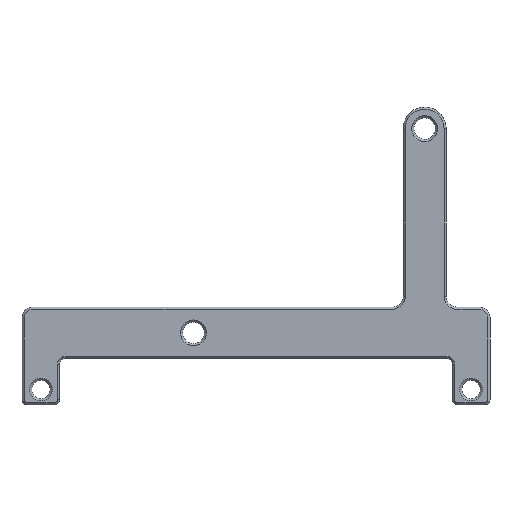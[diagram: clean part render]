
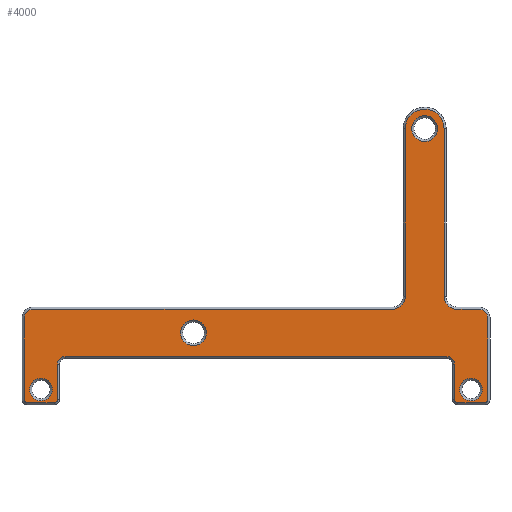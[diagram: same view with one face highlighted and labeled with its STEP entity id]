
A CAD part, front view. The second image highlights one B-rep face of the part: STEP entity #4000.
In plain terms, the highlighted planar face has unit normal (0, -1, 0).
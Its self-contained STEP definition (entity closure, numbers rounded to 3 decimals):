
#116=CIRCLE('',#4187,2.4);
#117=CIRCLE('',#4189,1.6);
#118=CIRCLE('',#4190,0.6);
#119=CIRCLE('',#4191,0.6);
#120=CIRCLE('',#4192,1.4);
#121=CIRCLE('',#4193,1.4);
#122=CIRCLE('',#4194,0.6);
#123=CIRCLE('',#4195,0.6);
#124=CIRCLE('',#4196,1.6);
#125=CIRCLE('',#4197,2.4);
#126=CIRCLE('',#4198,3.6);
#127=CIRCLE('',#4199,2.4);
#128=CIRCLE('',#4200,2.4);
#129=CIRCLE('',#4201,2.1);
#130=CIRCLE('',#4202,2.1);
#147=FACE_BOUND('',#655,.T.);
#148=FACE_BOUND('',#656,.T.);
#149=FACE_BOUND('',#657,.T.);
#150=FACE_BOUND('',#658,.T.);
#213=PLANE('',#4188);
#419=FACE_OUTER_BOUND('',#654,.T.);
#654=EDGE_LOOP('',(#3549,#3550,#3551,#3552,#3553,#3554,#3555,#3556,#3557,
#3558,#3559,#3560,#3561,#3562,#3563,#3564,#3565,#3566,#3567,#3568,#3569,
#3570));
#655=EDGE_LOOP('',(#3571));
#656=EDGE_LOOP('',(#3572));
#657=EDGE_LOOP('',(#3573));
#658=EDGE_LOOP('',(#3574));
#969=LINE('',#7787,#1286);
#970=LINE('',#7791,#1287);
#971=LINE('',#7795,#1288);
#972=LINE('',#7799,#1289);
#973=LINE('',#7803,#1290);
#974=LINE('',#7807,#1291);
#975=LINE('',#7811,#1292);
#976=LINE('',#7815,#1293);
#977=LINE('',#7819,#1294);
#978=LINE('',#7823,#1295);
#979=LINE('',#7826,#1296);
#1286=VECTOR('',#4804,10.);
#1287=VECTOR('',#4807,10.);
#1288=VECTOR('',#4810,10.);
#1289=VECTOR('',#4813,10.);
#1290=VECTOR('',#4816,10.);
#1291=VECTOR('',#4819,10.);
#1292=VECTOR('',#4822,10.);
#1293=VECTOR('',#4825,10.);
#1294=VECTOR('',#4828,10.);
#1295=VECTOR('',#4831,10.);
#1296=VECTOR('',#4834,10.);
#1881=VERTEX_POINT('',#7779);
#1882=VERTEX_POINT('',#7783);
#1883=VERTEX_POINT('',#7784);
#1884=VERTEX_POINT('',#7786);
#1885=VERTEX_POINT('',#7788);
#1886=VERTEX_POINT('',#7790);
#1887=VERTEX_POINT('',#7792);
#1888=VERTEX_POINT('',#7794);
#1889=VERTEX_POINT('',#7796);
#1890=VERTEX_POINT('',#7798);
#1891=VERTEX_POINT('',#7800);
#1892=VERTEX_POINT('',#7802);
#1893=VERTEX_POINT('',#7804);
#1894=VERTEX_POINT('',#7806);
#1895=VERTEX_POINT('',#7808);
#1896=VERTEX_POINT('',#7810);
#1897=VERTEX_POINT('',#7812);
#1898=VERTEX_POINT('',#7814);
#1899=VERTEX_POINT('',#7816);
#1900=VERTEX_POINT('',#7818);
#1901=VERTEX_POINT('',#7820);
#1902=VERTEX_POINT('',#7822);
#1903=VERTEX_POINT('',#7824);
#1904=VERTEX_POINT('',#7827);
#1905=VERTEX_POINT('',#7829);
#1906=VERTEX_POINT('',#7831);
#2447=EDGE_CURVE('',#1881,#1881,#116,.T.);
#2448=EDGE_CURVE('',#1882,#1883,#117,.T.);
#2449=EDGE_CURVE('',#1884,#1882,#969,.T.);
#2450=EDGE_CURVE('',#1885,#1884,#118,.T.);
#2451=EDGE_CURVE('',#1886,#1885,#970,.T.);
#2452=EDGE_CURVE('',#1887,#1886,#119,.T.);
#2453=EDGE_CURVE('',#1888,#1887,#971,.T.);
#2454=EDGE_CURVE('',#1889,#1888,#120,.T.);
#2455=EDGE_CURVE('',#1890,#1889,#972,.T.);
#2456=EDGE_CURVE('',#1891,#1890,#121,.T.);
#2457=EDGE_CURVE('',#1892,#1891,#973,.T.);
#2458=EDGE_CURVE('',#1893,#1892,#122,.T.);
#2459=EDGE_CURVE('',#1894,#1893,#974,.T.);
#2460=EDGE_CURVE('',#1895,#1894,#123,.T.);
#2461=EDGE_CURVE('',#1896,#1895,#975,.T.);
#2462=EDGE_CURVE('',#1897,#1896,#124,.T.);
#2463=EDGE_CURVE('',#1898,#1897,#976,.T.);
#2464=EDGE_CURVE('',#1899,#1898,#125,.T.);
#2465=EDGE_CURVE('',#1900,#1899,#977,.T.);
#2466=EDGE_CURVE('',#1901,#1900,#126,.T.);
#2467=EDGE_CURVE('',#1902,#1901,#978,.T.);
#2468=EDGE_CURVE('',#1903,#1902,#127,.T.);
#2469=EDGE_CURVE('',#1883,#1903,#979,.T.);
#2470=EDGE_CURVE('',#1904,#1904,#128,.T.);
#2471=EDGE_CURVE('',#1905,#1905,#129,.T.);
#2472=EDGE_CURVE('',#1906,#1906,#130,.T.);
#3549=ORIENTED_EDGE('',*,*,#2448,.F.);
#3550=ORIENTED_EDGE('',*,*,#2449,.F.);
#3551=ORIENTED_EDGE('',*,*,#2450,.F.);
#3552=ORIENTED_EDGE('',*,*,#2451,.F.);
#3553=ORIENTED_EDGE('',*,*,#2452,.F.);
#3554=ORIENTED_EDGE('',*,*,#2453,.F.);
#3555=ORIENTED_EDGE('',*,*,#2454,.F.);
#3556=ORIENTED_EDGE('',*,*,#2455,.F.);
#3557=ORIENTED_EDGE('',*,*,#2456,.F.);
#3558=ORIENTED_EDGE('',*,*,#2457,.F.);
#3559=ORIENTED_EDGE('',*,*,#2458,.F.);
#3560=ORIENTED_EDGE('',*,*,#2459,.F.);
#3561=ORIENTED_EDGE('',*,*,#2460,.F.);
#3562=ORIENTED_EDGE('',*,*,#2461,.F.);
#3563=ORIENTED_EDGE('',*,*,#2462,.F.);
#3564=ORIENTED_EDGE('',*,*,#2463,.F.);
#3565=ORIENTED_EDGE('',*,*,#2464,.F.);
#3566=ORIENTED_EDGE('',*,*,#2465,.F.);
#3567=ORIENTED_EDGE('',*,*,#2466,.F.);
#3568=ORIENTED_EDGE('',*,*,#2467,.F.);
#3569=ORIENTED_EDGE('',*,*,#2468,.F.);
#3570=ORIENTED_EDGE('',*,*,#2469,.F.);
#3571=ORIENTED_EDGE('',*,*,#2470,.F.);
#3572=ORIENTED_EDGE('',*,*,#2471,.F.);
#3573=ORIENTED_EDGE('',*,*,#2472,.F.);
#3574=ORIENTED_EDGE('',*,*,#2447,.F.);
#4000=ADVANCED_FACE('',(#419,#147,#148,#149,#150),#213,.F.);
#4187=AXIS2_PLACEMENT_3D('',#7781,#4798,#4799);
#4188=AXIS2_PLACEMENT_3D('',#7782,#4800,#4801);
#4189=AXIS2_PLACEMENT_3D('',#7785,#4802,#4803);
#4190=AXIS2_PLACEMENT_3D('',#7789,#4805,#4806);
#4191=AXIS2_PLACEMENT_3D('',#7793,#4808,#4809);
#4192=AXIS2_PLACEMENT_3D('',#7797,#4811,#4812);
#4193=AXIS2_PLACEMENT_3D('',#7801,#4814,#4815);
#4194=AXIS2_PLACEMENT_3D('',#7805,#4817,#4818);
#4195=AXIS2_PLACEMENT_3D('',#7809,#4820,#4821);
#4196=AXIS2_PLACEMENT_3D('',#7813,#4823,#4824);
#4197=AXIS2_PLACEMENT_3D('',#7817,#4826,#4827);
#4198=AXIS2_PLACEMENT_3D('',#7821,#4829,#4830);
#4199=AXIS2_PLACEMENT_3D('',#7825,#4832,#4833);
#4200=AXIS2_PLACEMENT_3D('',#7828,#4835,#4836);
#4201=AXIS2_PLACEMENT_3D('',#7830,#4837,#4838);
#4202=AXIS2_PLACEMENT_3D('',#7832,#4839,#4840);
#4798=DIRECTION('center_axis',(0.,-1.,0.));
#4799=DIRECTION('ref_axis',(1.,0.,0.));
#4800=DIRECTION('center_axis',(0.,1.,0.));
#4801=DIRECTION('ref_axis',(1.,0.,0.));
#4802=DIRECTION('center_axis',(0.,1.,0.));
#4803=DIRECTION('ref_axis',(-0.707,0.,0.707));
#4804=DIRECTION('',(0.,0.,1.));
#4805=DIRECTION('center_axis',(0.,1.,0.));
#4806=DIRECTION('ref_axis',(-0.707,0.,-0.707));
#4807=DIRECTION('',(-1.,0.,0.));
#4808=DIRECTION('center_axis',(0.,1.,0.));
#4809=DIRECTION('ref_axis',(0.707,0.,-0.707));
#4810=DIRECTION('',(0.,0.,-1.));
#4811=DIRECTION('center_axis',(0.,-1.,0.));
#4812=DIRECTION('ref_axis',(-0.707,0.,0.707));
#4813=DIRECTION('',(-1.,0.,0.));
#4814=DIRECTION('center_axis',(0.,-1.,0.));
#4815=DIRECTION('ref_axis',(0.707,0.,0.707));
#4816=DIRECTION('',(0.,0.,1.));
#4817=DIRECTION('center_axis',(0.,1.,0.));
#4818=DIRECTION('ref_axis',(-0.707,0.,-0.707));
#4819=DIRECTION('',(-1.,0.,0.));
#4820=DIRECTION('center_axis',(0.,1.,0.));
#4821=DIRECTION('ref_axis',(0.707,0.,-0.707));
#4822=DIRECTION('',(0.,0.,-1.));
#4823=DIRECTION('center_axis',(0.,1.,0.));
#4824=DIRECTION('ref_axis',(0.707,0.,0.707));
#4825=DIRECTION('',(1.,0.,0.));
#4826=DIRECTION('center_axis',(0.,-1.,0.));
#4827=DIRECTION('ref_axis',(-0.707,0.,-0.707));
#4828=DIRECTION('',(0.,0.,-1.));
#4829=DIRECTION('center_axis',(0.,1.,0.));
#4830=DIRECTION('ref_axis',(1.,0.,0.));
#4831=DIRECTION('',(0.,0.,1.));
#4832=DIRECTION('center_axis',(0.,-1.,0.));
#4833=DIRECTION('ref_axis',(0.707,0.,-0.707));
#4834=DIRECTION('',(1.,0.,0.));
#4835=DIRECTION('center_axis',(0.,-1.,0.));
#4836=DIRECTION('ref_axis',(1.,0.,0.));
#4837=DIRECTION('center_axis',(0.,-1.,0.));
#4838=DIRECTION('ref_axis',(0.,0.,1.));
#4839=DIRECTION('center_axis',(0.,-1.,0.));
#4840=DIRECTION('ref_axis',(0.,0.,1.));
#7779=CARTESIAN_POINT('',(-14.02,0.,64.04));
#7781=CARTESIAN_POINT('Origin',(-11.62,0.,64.04));
#7782=CARTESIAN_POINT('Origin',(0.,0.,76.34));
#7783=CARTESIAN_POINT('',(-43.13,0.,66.84));
#7784=CARTESIAN_POINT('',(-41.53,0.,68.44));
#7785=CARTESIAN_POINT('Origin',(-41.53,0.,66.84));
#7786=CARTESIAN_POINT('',(-43.13,0.,51.64));
#7787=CARTESIAN_POINT('',(-43.13,0.,63.49));
#7788=CARTESIAN_POINT('',(-42.53,0.,51.04));
#7789=CARTESIAN_POINT('Origin',(-42.53,0.,51.64));
#7790=CARTESIAN_POINT('',(-37.53,0.,51.04));
#7791=CARTESIAN_POINT('',(-18.265,0.,51.04));
#7792=CARTESIAN_POINT('',(-36.93,0.,51.64));
#7793=CARTESIAN_POINT('Origin',(-37.53,0.,51.64));
#7794=CARTESIAN_POINT('',(-36.93,0.,58.24));
#7795=CARTESIAN_POINT('',(-36.93,0.,67.79));
#7796=CARTESIAN_POINT('',(-35.53,0.,59.64));
#7797=CARTESIAN_POINT('Origin',(-35.53,0.,58.24));
#7798=CARTESIAN_POINT('',(35.53,0.,59.64));
#7799=CARTESIAN_POINT('',(18.265,0.,59.64));
#7800=CARTESIAN_POINT('',(36.93,0.,58.24));
#7801=CARTESIAN_POINT('Origin',(35.53,0.,58.24));
#7802=CARTESIAN_POINT('',(36.93,0.,51.64));
#7803=CARTESIAN_POINT('',(36.93,0.,63.49));
#7804=CARTESIAN_POINT('',(37.53,0.,51.04));
#7805=CARTESIAN_POINT('Origin',(37.53,0.,51.64));
#7806=CARTESIAN_POINT('',(42.53,0.,51.04));
#7807=CARTESIAN_POINT('',(21.765,0.,51.04));
#7808=CARTESIAN_POINT('',(43.13,0.,51.64));
#7809=CARTESIAN_POINT('Origin',(42.53,0.,51.64));
#7810=CARTESIAN_POINT('',(43.13,0.,66.84));
#7811=CARTESIAN_POINT('',(43.13,0.,72.59));
#7812=CARTESIAN_POINT('',(41.53,0.,68.44));
#7813=CARTESIAN_POINT('Origin',(41.53,0.,66.84));
#7814=CARTESIAN_POINT('',(37.38,0.,68.44));
#7815=CARTESIAN_POINT('',(17.69,0.,68.44));
#7816=CARTESIAN_POINT('',(34.98,0.,70.84));
#7817=CARTESIAN_POINT('Origin',(37.38,0.,70.84));
#7818=CARTESIAN_POINT('',(34.98,0.,102.04));
#7819=CARTESIAN_POINT('',(34.98,0.,89.19));
#7820=CARTESIAN_POINT('',(27.78,0.,102.04));
#7821=CARTESIAN_POINT('Origin',(31.38,0.,102.04));
#7822=CARTESIAN_POINT('',(27.78,0.,70.84));
#7823=CARTESIAN_POINT('',(27.78,0.,72.59));
#7824=CARTESIAN_POINT('',(25.38,0.,68.44));
#7825=CARTESIAN_POINT('Origin',(25.38,0.,70.84));
#7826=CARTESIAN_POINT('',(-21.765,0.,68.44));
#7827=CARTESIAN_POINT('',(28.98,0.,102.04));
#7828=CARTESIAN_POINT('Origin',(31.38,0.,102.04));
#7829=CARTESIAN_POINT('',(-40.,0.,51.4));
#7830=CARTESIAN_POINT('Origin',(-40.,0.,53.5));
#7831=CARTESIAN_POINT('',(40.,0.,51.4));
#7832=CARTESIAN_POINT('Origin',(40.,0.,53.5));
